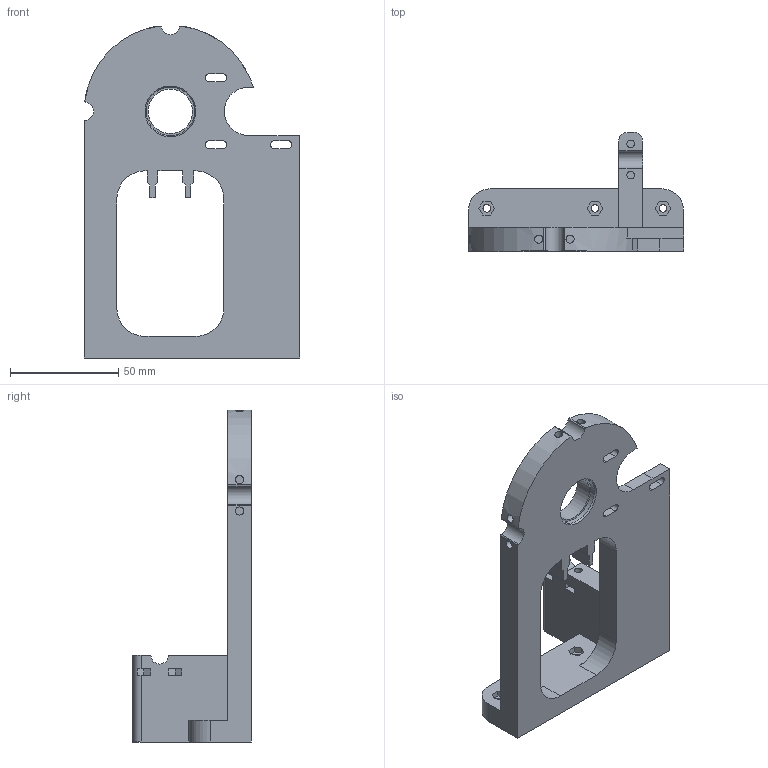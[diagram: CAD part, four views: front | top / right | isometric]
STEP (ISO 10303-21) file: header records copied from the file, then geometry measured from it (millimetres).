
FILE_DESCRIPTION(/* description */ (''),/* implementation_level */ '2;1');
FILE_NAME(/* name */ 'G004175_Cycl_marcoIzquierdoX.stp',/* time_stamp */ '2015-09-04T18:39:40+02:00',/* author */ ('jnazabal'),/* organization */ (''),/* preprocessor_version */ 'ST-DEVELOPER v15.6',/* originating_system */ 'Autodesk Inventor 2015',/* authorisation */ '');
FILE_SCHEMA (('AUTOMOTIVE_DESIGN { 1 0 10303 214 3 1 1 }'));
Length unit declared in the file: millimetre
Products named in the file (1): G004175_Cycl_marcoIzquierdoX
Bounding box: 99.5 x 55 x 153.46 mm (x, y, z)
Volume: 129309.5 mm3; surface area: 37780.5 mm2
Topology: 1 solids, 1 shells, 153 faces, 416 edges, 279 vertices
Faces by surface type: plane 111, cylinder 41, cone 1
Full cylindrical faces by diameter (mm): 3.5 x7, 3.75 x8, 20.6 x1, 22.5 x1
Entity records: 4842 total; most frequent: CARTESIAN_POINT 918, ORIENTED_EDGE 784, DIRECTION 780, EDGE_CURVE 392, LINE 306, VECTOR 306, VERTEX_POINT 273, AXIS2_PLACEMENT_3D 237
